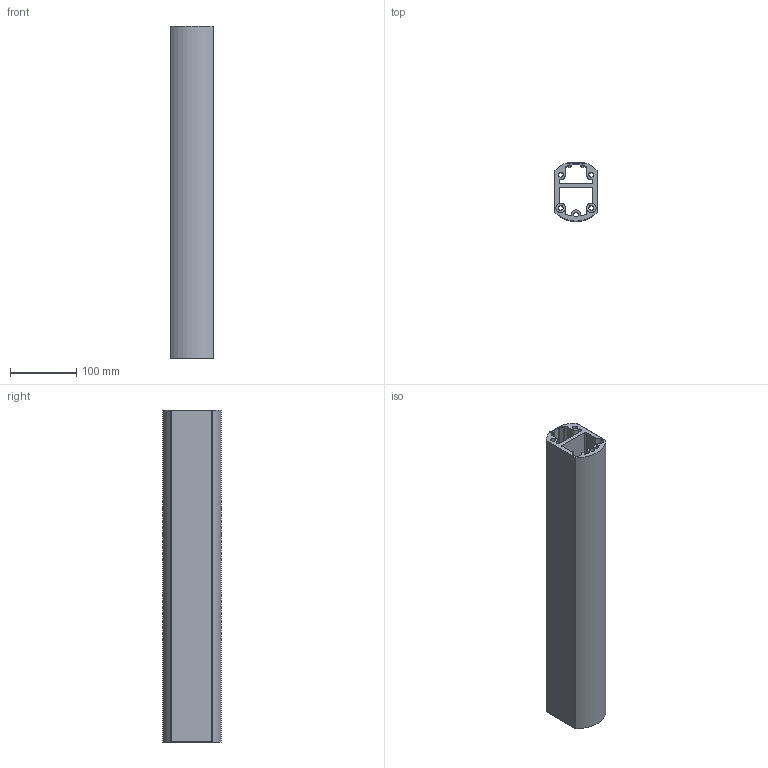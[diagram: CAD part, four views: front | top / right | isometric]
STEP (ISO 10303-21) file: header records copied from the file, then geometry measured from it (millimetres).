
FILE_DESCRIPTION (( 'STEP AP214' ), '1' );
FILE_NAME ('49471001.STEP', '2022-06-07T12:22:05', ( 'Ifina' ), ( 'Ifina' ), 'SwSTEP 2.0', 'SolidWorks 2020', '' );
FILE_SCHEMA (( 'AUTOMOTIVE_DESIGN' ));
Length unit declared in the file: millimetre
Products named in the file (1): 49471001
Bounding box: 65 x 88.58 x 500 mm (x, y, z)
Surface area: 332949.1 mm2 (no closed solid volume)
Topology: 0 solids, 2 shells, 92 faces, 303 edges, 209 vertices
Faces by surface type: cylinder 48, plane 44
Full cylindrical faces by diameter (mm): 7.45 x1, 7.46 x9
Entity records: 4332 total; most frequent: CARTESIAN_POINT 641, DIRECTION 564, ORIENTED_EDGE 530, EDGE_CURVE 292, VERTEX_POINT 208, AXIS2_PLACEMENT_3D 195, LINE 174, VECTOR 174
